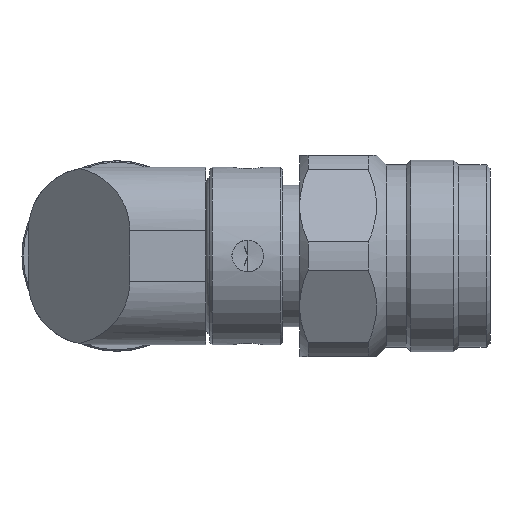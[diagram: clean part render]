
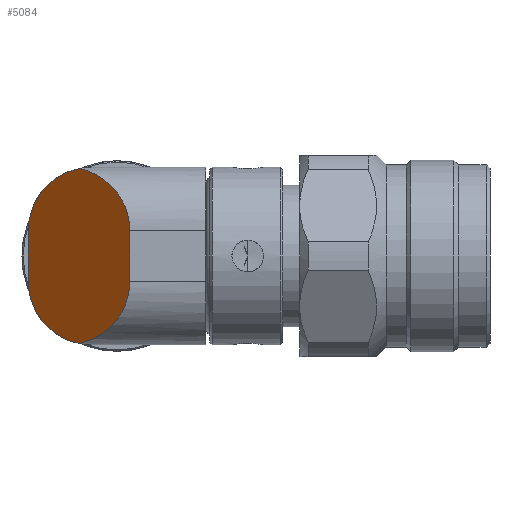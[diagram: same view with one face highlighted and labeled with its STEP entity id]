
A CAD part, left-side view. The second image highlights one B-rep face of the part: STEP entity #5084.
In plain terms, the highlighted planar face has unit normal (-0.707, 0.707, 0).
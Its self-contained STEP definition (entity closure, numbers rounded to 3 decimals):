
#27 =( BOUNDED_CURVE ( )  B_SPLINE_CURVE ( 3, ( #2968, #397, #2207, #4769 ),
 .UNSPECIFIED., .F., .T. ) 
 B_SPLINE_CURVE_WITH_KNOTS ( ( 4, 4 ),
 ( 3.142, 4.511 ),
 .UNSPECIFIED. ) 
 CURVE ( )  GEOMETRIC_REPRESENTATION_ITEM ( )  RATIONAL_B_SPLINE_CURVE ( ( 1., 0.85, 0.85, 1. ) ) 
 REPRESENTATION_ITEM ( '' )  );
#397 = CARTESIAN_POINT ( 'NONE',  ( -7., -1., 4.481 ) ) ;
#683 =( BOUNDED_CURVE ( )  B_SPLINE_CURVE ( 3, ( #916, #871, #7289, #8472 ),
 .UNSPECIFIED., .F., .T. ) 
 B_SPLINE_CURVE_WITH_KNOTS ( ( 4, 4 ),
 ( 4.914, 6.283 ),
 .UNSPECIFIED. ) 
 CURVE ( )  GEOMETRIC_REPRESENTATION_ITEM ( )  RATIONAL_B_SPLINE_CURVE ( ( 1., 0.85, 0.85, 1. ) ) 
 REPRESENTATION_ITEM ( '' )  );
#871 = CARTESIAN_POINT ( 'NONE',  ( -0.569, 5.431, 6.403 ) ) ;
#908 = CARTESIAN_POINT ( 'NONE',  ( 1., 7., -7. ) ) ;
#916 = CARTESIAN_POINT ( 'NONE',  ( -3., 3., 6.899 ) ) ;
#1388 = AXIS2_PLACEMENT_3D ( 'NONE', #10305, #9681, #9776 ) ;
#1415 = LINE ( 'NONE', #8138, #1546 ) ;
#1546 = VECTOR ( 'NONE', #4111, 1000. ) ;
#1587 = CARTESIAN_POINT ( 'NONE',  ( 1., 7., -2. ) ) ;
#1689 = VERTEX_POINT ( 'NONE', #3090 ) ;
#1917 = PLANE ( 'NONE',  #1388 ) ;
#1993 = CARTESIAN_POINT ( 'NONE',  ( 1., 7., 2. ) ) ;
#2005 = ORIENTED_EDGE ( 'NONE', *, *, #2020, .T. ) ;
#2020 = EDGE_CURVE ( 'NONE', #3003, #2732, #27, .T. ) ;
#2207 = CARTESIAN_POINT ( 'NONE',  ( -5.431, 0.569, 6.403 ) ) ;
#2732 = VERTEX_POINT ( 'NONE', #9691 ) ;
#2790 = VECTOR ( 'NONE', #7757, 1000. ) ;
#2840 = CARTESIAN_POINT ( 'NONE',  ( -5.431, 0.569, -6.403 ) ) ;
#2952 = VERTEX_POINT ( 'NONE', #6456 ) ;
#2968 = CARTESIAN_POINT ( 'NONE',  ( -7., -1., 2. ) ) ;
#3003 = VERTEX_POINT ( 'NONE', #5930 ) ;
#3090 = CARTESIAN_POINT ( 'NONE',  ( -3., 3., -6.899 ) ) ;
#3710 = EDGE_CURVE ( 'NONE', #6391, #9887, #3766, .T. ) ;
#3766 = LINE ( 'NONE', #908, #2790 ) ;
#3796 = FACE_OUTER_BOUND ( 'NONE', #7972, .T. ) ;
#4111 = DIRECTION ( 'NONE',  ( 0., 0., -1. ) ) ;
#4129 = EDGE_CURVE ( 'NONE', #6391, #1689, #9352, .T. ) ;
#4183 = ORIENTED_EDGE ( 'NONE', *, *, #4129, .T. ) ;
#4430 = EDGE_CURVE ( 'NONE', #3003, #2952, #1415, .T. ) ;
#4693 = EDGE_CURVE ( 'NONE', #2732, #9887, #683, .T. ) ;
#4769 = CARTESIAN_POINT ( 'NONE',  ( -3., 3., 6.899 ) ) ;
#5034 = CARTESIAN_POINT ( 'NONE',  ( 1., 7., -2. ) ) ;
#5084 = ADVANCED_FACE ( 'NONE', ( #3796 ), #1917, .F. ) ;
#5193 =( BOUNDED_CURVE ( )  B_SPLINE_CURVE ( 3, ( #7887, #2840, #9176, #5485 ),
 .UNSPECIFIED., .F., .F. ) 
 B_SPLINE_CURVE_WITH_KNOTS ( ( 4, 4 ),
 ( 4.914, 6.283 ),
 .UNSPECIFIED. ) 
 CURVE ( )  GEOMETRIC_REPRESENTATION_ITEM ( )  RATIONAL_B_SPLINE_CURVE ( ( 1., 0.85, 0.85, 1. ) ) 
 REPRESENTATION_ITEM ( '' )  );
#5485 = CARTESIAN_POINT ( 'NONE',  ( -7., -1., -2. ) ) ;
#5930 = CARTESIAN_POINT ( 'NONE',  ( -7., -1., 2. ) ) ;
#6222 = ORIENTED_EDGE ( 'NONE', *, *, #6450, .T. ) ;
#6340 = ORIENTED_EDGE ( 'NONE', *, *, #4430, .F. ) ;
#6391 = VERTEX_POINT ( 'NONE', #1587 ) ;
#6450 = EDGE_CURVE ( 'NONE', #1689, #2952, #5193, .T. ) ;
#6456 = CARTESIAN_POINT ( 'NONE',  ( -7., -1., -2. ) ) ;
#7289 = CARTESIAN_POINT ( 'NONE',  ( 1., 7., 4.481 ) ) ;
#7542 = ORIENTED_EDGE ( 'NONE', *, *, #4693, .T. ) ;
#7660 = CARTESIAN_POINT ( 'NONE',  ( -0.569, 5.431, -6.403 ) ) ;
#7757 = DIRECTION ( 'NONE',  ( 0., 0., 1. ) ) ;
#7887 = CARTESIAN_POINT ( 'NONE',  ( -3., 3., -6.899 ) ) ;
#7972 = EDGE_LOOP ( 'NONE', ( #4183, #6222, #6340, #2005, #7542, #10050 ) ) ;
#8138 = CARTESIAN_POINT ( 'NONE',  ( -7., -1., -7. ) ) ;
#8472 = CARTESIAN_POINT ( 'NONE',  ( 1., 7., 2. ) ) ;
#9176 = CARTESIAN_POINT ( 'NONE',  ( -7., -1., -4.481 ) ) ;
#9347 = CARTESIAN_POINT ( 'NONE',  ( -3., 3., -6.899 ) ) ;
#9352 =( BOUNDED_CURVE ( )  B_SPLINE_CURVE ( 3, ( #5034, #10219, #7660, #9347 ),
 .UNSPECIFIED., .F., .T. ) 
 B_SPLINE_CURVE_WITH_KNOTS ( ( 4, 4 ),
 ( 3.142, 4.511 ),
 .UNSPECIFIED. ) 
 CURVE ( )  GEOMETRIC_REPRESENTATION_ITEM ( )  RATIONAL_B_SPLINE_CURVE ( ( 1., 0.85, 0.85, 1. ) ) 
 REPRESENTATION_ITEM ( '' )  );
#9681 = DIRECTION ( 'NONE',  ( 0.707, -0.707, 0. ) ) ;
#9691 = CARTESIAN_POINT ( 'NONE',  ( -3., 3., 6.899 ) ) ;
#9776 = DIRECTION ( 'NONE',  ( 0., 0., 1. ) ) ;
#9887 = VERTEX_POINT ( 'NONE', #1993 ) ;
#10050 = ORIENTED_EDGE ( 'NONE', *, *, #3710, .F. ) ;
#10219 = CARTESIAN_POINT ( 'NONE',  ( 1., 7., -4.481 ) ) ;
#10305 = CARTESIAN_POINT ( 'NONE',  ( 1., 7., -7. ) ) ;
